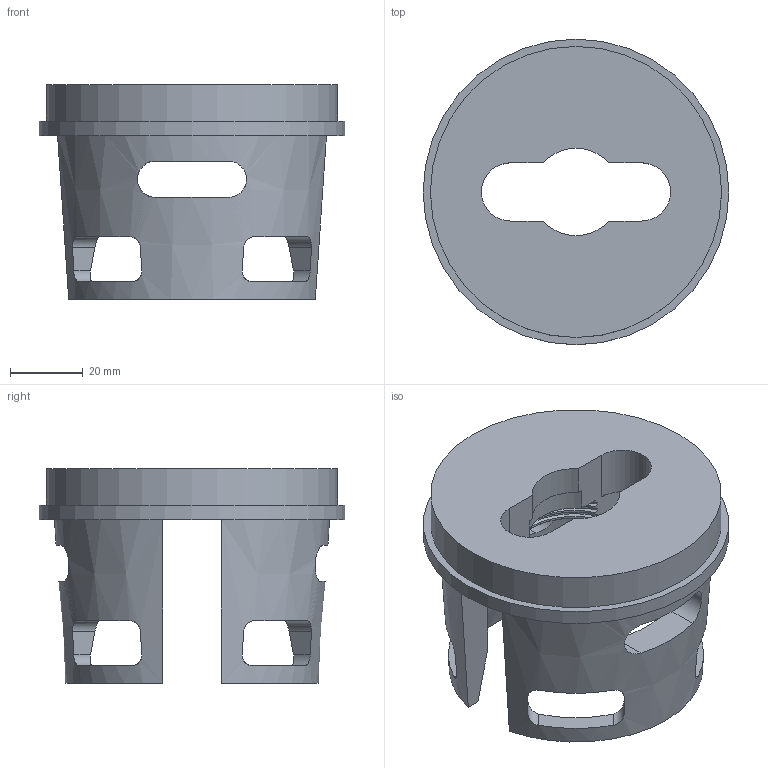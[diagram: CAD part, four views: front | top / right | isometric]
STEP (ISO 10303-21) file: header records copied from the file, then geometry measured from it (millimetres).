
FILE_DESCRIPTION(/* description */ (''),/* implementation_level */ '2;1');
FILE_NAME(/* name */ 'SP02_BETAV3_SPEA.step',/* time_stamp */ '2025-09-30T09:06:12+02:00',/* author */ (''),/* organization */ (''),/* preprocessor_version */ 'ST-DEVELOPER v20.1',/* originating_system */ 'Autodesk Translation Framework v14.17.0.0',/* authorisation */ '');
FILE_SCHEMA (('AUTOMOTIVE_DESIGN { 1 0 10303 214 3 1 1 }'));
Length unit declared in the file: millimetre
Products named in the file (1): SP02_BETA3_SPEA
Bounding box: 84 x 84 x 59 mm (x, y, z)
Volume: 115218.2 mm3; surface area: 30222.6 mm2
Topology: 1 solids, 1 shells, 105 faces, 324 edges, 216 vertices
Faces by surface type: cylinder 46, plane 33, bspline 18, cone 8
Full cylindrical faces by diameter (mm): 80 x1, 84 x1
Entity records: 5010 total; most frequent: CARTESIAN_POINT 2374, ORIENTED_EDGE 648, DIRECTION 410, EDGE_CURVE 324, VERTEX_POINT 216, AXIS2_PLACEMENT_3D 150, B_SPLINE_CURVE_WITH_KNOTS 124, EDGE_LOOP 114
